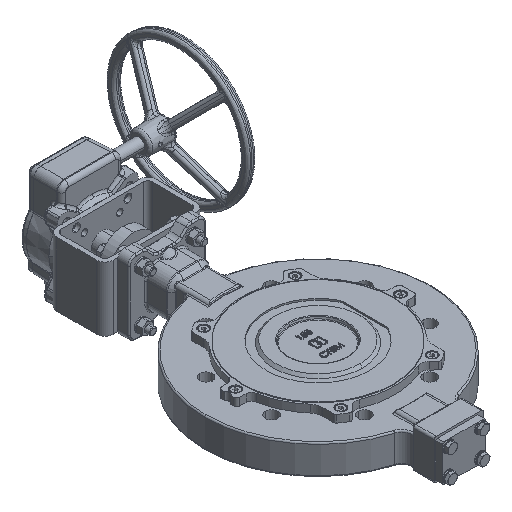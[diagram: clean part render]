
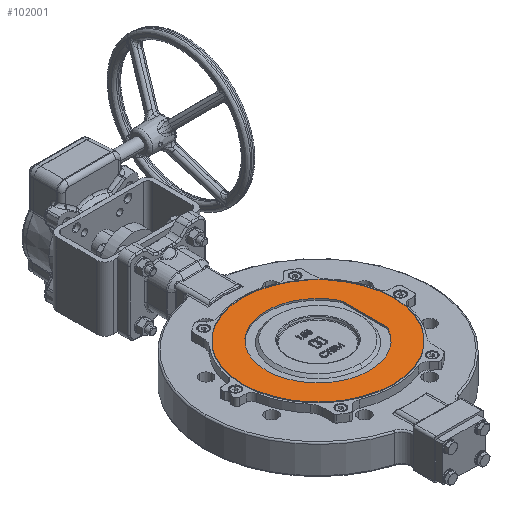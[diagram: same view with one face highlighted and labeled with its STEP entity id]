
A CAD part, isometric view. The second image highlights one B-rep face of the part: STEP entity #102001.
In plain terms, the highlighted planar face has unit normal (0, 0, 1).
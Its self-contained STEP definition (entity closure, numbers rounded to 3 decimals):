
#1846 = VERTEX_POINT ( 'NONE', #119776 ) ;
#4599 = LINE ( 'NONE', #161752, #247243 ) ;
#6661 = DIRECTION ( 'NONE',  ( -1., 0., 0. ) ) ;
#8590 = CARTESIAN_POINT ( 'NONE',  ( 0., 0., 30.7 ) ) ;
#12063 = DIRECTION ( 'NONE',  ( 0., 0., -1. ) ) ;
#13212 = CIRCLE ( 'NONE', #92316, 72.5 ) ;
#30806 = CIRCLE ( 'NONE', #182262, 105.5 ) ;
#32203 = DIRECTION ( 'NONE',  ( 1., 0., 0. ) ) ;
#32543 = CARTESIAN_POINT ( 'NONE',  ( 63.8, -34.436, 30.7 ) ) ;
#35459 = CARTESIAN_POINT ( 'NONE',  ( 65., 29.686, 30.7 ) ) ;
#43727 = VERTEX_POINT ( 'NONE', #35459 ) ;
#54609 = VERTEX_POINT ( 'NONE', #282500 ) ;
#57872 = DIRECTION ( 'NONE',  ( 0., 0., -1. ) ) ;
#63175 = VERTEX_POINT ( 'NONE', #32543 ) ;
#65440 = EDGE_CURVE ( 'NONE', #203420, #65782, #30806, .T. ) ;
#65782 = VERTEX_POINT ( 'NONE', #233349 ) ;
#68176 = DIRECTION ( 'NONE',  ( 0., -1., 0. ) ) ;
#68859 = AXIS2_PLACEMENT_3D ( 'NONE', #198645, #57872, #222235 ) ;
#68913 = AXIS2_PLACEMENT_3D ( 'NONE', #288083, #147376, #6661 ) ;
#76937 = CARTESIAN_POINT ( 'NONE',  ( 0., 0., 30.7 ) ) ;
#78582 = CARTESIAN_POINT ( 'NONE',  ( -105.5, 0., 30.7 ) ) ;
#90986 = DIRECTION ( 'NONE',  ( 0., 0., -1. ) ) ;
#92316 = AXIS2_PLACEMENT_3D ( 'NONE', #152772, #12063, #176395 ) ;
#99134 = EDGE_CURVE ( 'NONE', #101187, #54609, #124110, .T. ) ;
#100668 = DIRECTION ( 'NONE',  ( 1., 0., 0. ) ) ;
#101187 = VERTEX_POINT ( 'NONE', #102774 ) ;
#102001 = ADVANCED_FACE ( 'NONE', ( #184373, #239449 ), #193682, .F. ) ;
#102774 = CARTESIAN_POINT ( 'NONE',  ( -72.5, 0., 30.7 ) ) ;
#105844 = AXIS2_PLACEMENT_3D ( 'NONE', #231768, #90986, #255409 ) ;
#112887 = CARTESIAN_POINT ( 'NONE',  ( 55., -29.686, 30.7 ) ) ;
#119776 = CARTESIAN_POINT ( 'NONE',  ( 65., -29.686, 30.7 ) ) ;
#124110 = CIRCLE ( 'NONE', #105844, 72.5 ) ;
#136495 = DIRECTION ( 'NONE',  ( -1., 0., 0. ) ) ;
#147376 = DIRECTION ( 'NONE',  ( 0., 0., -1. ) ) ;
#152671 = AXIS2_PLACEMENT_3D ( 'NONE', #112887, #277243, #136495 ) ;
#152772 = CARTESIAN_POINT ( 'NONE',  ( 0., 0., 30.7 ) ) ;
#157228 = ORIENTED_EDGE ( 'NONE', *, *, #193169, .T. ) ;
#161752 = CARTESIAN_POINT ( 'NONE',  ( 65., 29.686, 30.7 ) ) ;
#161966 = ORIENTED_EDGE ( 'NONE', *, *, #207410, .T. ) ;
#163830 = ORIENTED_EDGE ( 'NONE', *, *, #301572, .T. ) ;
#172967 = DIRECTION ( 'NONE',  ( 0., 0., 1. ) ) ;
#176395 = DIRECTION ( 'NONE',  ( -1., 0., 0. ) ) ;
#182262 = AXIS2_PLACEMENT_3D ( 'NONE', #8590, #172967, #32203 ) ;
#184373 = FACE_BOUND ( 'NONE', #270538, .T. ) ;
#185564 = EDGE_CURVE ( 'NONE', #54609, #43727, #246310, .T. ) ;
#185656 = CIRCLE ( 'NONE', #152671, 10. ) ;
#193169 = EDGE_CURVE ( 'NONE', #43727, #1846, #4599, .T. ) ;
#193682 = PLANE ( 'NONE',  #68913 ) ;
#198645 = CARTESIAN_POINT ( 'NONE',  ( 55., 29.686, 30.7 ) ) ;
#203420 = VERTEX_POINT ( 'NONE', #78582 ) ;
#207410 = EDGE_CURVE ( 'NONE', #65782, #203420, #238333, .T. ) ;
#215077 = ORIENTED_EDGE ( 'NONE', *, *, #185564, .T. ) ;
#222235 = DIRECTION ( 'NONE',  ( -1., 0., 0. ) ) ;
#223066 = ORIENTED_EDGE ( 'NONE', *, *, #250233, .T. ) ;
#231768 = CARTESIAN_POINT ( 'NONE',  ( 0., 0., 30.7 ) ) ;
#233349 = CARTESIAN_POINT ( 'NONE',  ( 105.5, 0., 30.7 ) ) ;
#238333 = CIRCLE ( 'NONE', #287796, 105.5 ) ;
#239449 = FACE_OUTER_BOUND ( 'NONE', #248968, .T. ) ;
#241435 = DIRECTION ( 'NONE',  ( 0., 0., 1. ) ) ;
#246310 = CIRCLE ( 'NONE', #68859, 10. ) ;
#247243 = VECTOR ( 'NONE', #68176, 1000. ) ;
#248968 = EDGE_LOOP ( 'NONE', ( #161966, #302165 ) ) ;
#249346 = ORIENTED_EDGE ( 'NONE', *, *, #99134, .T. ) ;
#250233 = EDGE_CURVE ( 'NONE', #1846, #63175, #185656, .T. ) ;
#255409 = DIRECTION ( 'NONE',  ( -1., 0., 0. ) ) ;
#270538 = EDGE_LOOP ( 'NONE', ( #215077, #157228, #223066, #163830, #249346 ) ) ;
#277243 = DIRECTION ( 'NONE',  ( 0., 0., -1. ) ) ;
#282500 = CARTESIAN_POINT ( 'NONE',  ( 63.8, 34.436, 30.7 ) ) ;
#287796 = AXIS2_PLACEMENT_3D ( 'NONE', #76937, #241435, #100668 ) ;
#288083 = CARTESIAN_POINT ( 'NONE',  ( 0., 60.369, 30.7 ) ) ;
#301572 = EDGE_CURVE ( 'NONE', #63175, #101187, #13212, .T. ) ;
#302165 = ORIENTED_EDGE ( 'NONE', *, *, #65440, .T. ) ;
